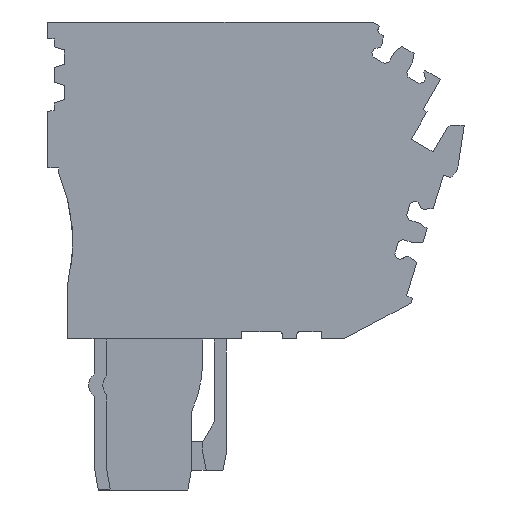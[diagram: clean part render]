
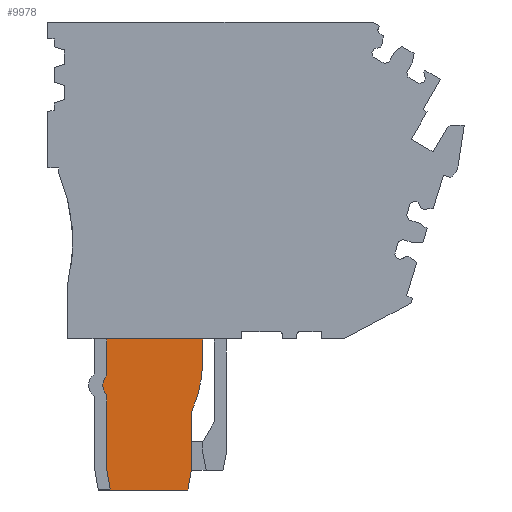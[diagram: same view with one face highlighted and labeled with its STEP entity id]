
A CAD part, left-side view. The second image highlights one B-rep face of the part: STEP entity #9978.
In plain terms, the highlighted planar face has unit normal (-1, 0, 0).
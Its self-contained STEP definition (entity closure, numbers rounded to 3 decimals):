
#9917=AXIS2_PLACEMENT_3D('Plane Axis2P3D',#9914,#9915,#9916) ;
#9921=AXIS2_PLACEMENT_3D('Circle Axis2P3D',#9919,#9920,$) ;
#9963=AXIS2_PLACEMENT_3D('Circle Axis2P3D',#9961,#9962,$) ;
#1972=CARTESIAN_POINT('Vertex',(0.7,22.764,13.15)) ;
#2002=CARTESIAN_POINT('Vertex',(0.7,31.114,13.15)) ;
#2005=CARTESIAN_POINT('Line Origine',(0.7,26.939,13.15)) ;
#9706=CARTESIAN_POINT('Line Origine',(0.7,22.764,12.244)) ;
#9710=CARTESIAN_POINT('Vertex',(0.7,22.764,11.337)) ;
#9899=CARTESIAN_POINT('Vertex',(0.7,31.114,9.972)) ;
#9902=CARTESIAN_POINT('Line Origine',(0.7,31.114,11.561)) ;
#9914=CARTESIAN_POINT('Axis2P3D Location',(0.7,33.8,11.345)) ;
#9919=CARTESIAN_POINT('Axis2P3D Location',(0.7,30.264,9.125)) ;
#9923=CARTESIAN_POINT('Vertex',(0.7,31.114,8.278)) ;
#9926=CARTESIAN_POINT('Line Origine',(0.7,31.114,4.972)) ;
#9930=CARTESIAN_POINT('Vertex',(0.7,31.114,1.666)) ;
#9933=CARTESIAN_POINT('Line Origine',(0.7,30.967,0.833)) ;
#9937=CARTESIAN_POINT('Vertex',(0.7,30.82,0.)) ;
#9940=CARTESIAN_POINT('Line Origine',(0.7,27.442,0.)) ;
#9944=CARTESIAN_POINT('Vertex',(0.7,24.064,0.)) ;
#9947=CARTESIAN_POINT('Line Origine',(0.7,23.914,0.851)) ;
#9951=CARTESIAN_POINT('Vertex',(0.7,23.764,1.701)) ;
#9954=CARTESIAN_POINT('Line Origine',(0.7,23.764,4.228)) ;
#9958=CARTESIAN_POINT('Vertex',(0.7,23.764,6.755)) ;
#9961=CARTESIAN_POINT('Axis2P3D Location',(0.7,33.8,11.345)) ;
#2006=DIRECTION('Vector Direction',(0.,1.,0.)) ;
#9707=DIRECTION('Vector Direction',(0.,0.,-1.)) ;
#9903=DIRECTION('Vector Direction',(0.,0.,-1.)) ;
#9915=DIRECTION('Axis2P3D Direction',(1.,-0.,0.)) ;
#9916=DIRECTION('Axis2P3D XDirection',(0.,0.,-1.)) ;
#9920=DIRECTION('Axis2P3D Direction',(1.,-0.,0.)) ;
#9927=DIRECTION('Vector Direction',(0.,0.,-1.)) ;
#9934=DIRECTION('Vector Direction',(0.,-0.174,-0.985)) ;
#9941=DIRECTION('Vector Direction',(0.,1.,0.)) ;
#9948=DIRECTION('Vector Direction',(0.,0.174,-0.985)) ;
#9955=DIRECTION('Vector Direction',(0.,0.,-1.)) ;
#9962=DIRECTION('Axis2P3D Direction',(1.,-0.,0.)) ;
#2007=VECTOR('Line Direction',#2006,1.) ;
#9708=VECTOR('Line Direction',#9707,1.) ;
#9904=VECTOR('Line Direction',#9903,1.) ;
#9928=VECTOR('Line Direction',#9927,1.) ;
#9935=VECTOR('Line Direction',#9934,1.) ;
#9942=VECTOR('Line Direction',#9941,1.) ;
#9949=VECTOR('Line Direction',#9948,1.) ;
#9956=VECTOR('Line Direction',#9955,1.) ;
#9967=ORIENTED_EDGE('',*,*,#9906,.T.) ;
#9968=ORIENTED_EDGE('',*,*,#9925,.F.) ;
#9969=ORIENTED_EDGE('',*,*,#9932,.T.) ;
#9970=ORIENTED_EDGE('',*,*,#9939,.T.) ;
#9971=ORIENTED_EDGE('',*,*,#9946,.F.) ;
#9972=ORIENTED_EDGE('',*,*,#9953,.F.) ;
#9973=ORIENTED_EDGE('',*,*,#9960,.F.) ;
#9974=ORIENTED_EDGE('',*,*,#9965,.F.) ;
#9975=ORIENTED_EDGE('',*,*,#9712,.F.) ;
#9976=ORIENTED_EDGE('',*,*,#2009,.T.) ;
#9978=ADVANCED_FACE('V1',(#9977),#9918,.F.) ;
#9922=CIRCLE('generated circle',#9921,1.2) ;
#9964=CIRCLE('generated circle',#9963,11.036) ;
#2009=EDGE_CURVE('',#1973,#2003,#2008,.T.) ;
#9712=EDGE_CURVE('',#1973,#9711,#9709,.T.) ;
#9906=EDGE_CURVE('',#2003,#9900,#9905,.T.) ;
#9925=EDGE_CURVE('',#9924,#9900,#9922,.T.) ;
#9932=EDGE_CURVE('',#9924,#9931,#9929,.T.) ;
#9939=EDGE_CURVE('',#9931,#9938,#9936,.T.) ;
#9946=EDGE_CURVE('',#9945,#9938,#9943,.T.) ;
#9953=EDGE_CURVE('',#9952,#9945,#9950,.T.) ;
#9960=EDGE_CURVE('',#9959,#9952,#9957,.T.) ;
#9965=EDGE_CURVE('',#9711,#9959,#9964,.T.) ;
#9966=EDGE_LOOP('',(#9967,#9968,#9969,#9970,#9971,#9972,#9973,#9974,#9975,#9976)) ;
#9977=FACE_OUTER_BOUND('',#9966,.T.) ;
#2008=LINE('Line',#2005,#2007) ;
#9709=LINE('Line',#9706,#9708) ;
#9905=LINE('Line',#9902,#9904) ;
#9929=LINE('Line',#9926,#9928) ;
#9936=LINE('Line',#9933,#9935) ;
#9943=LINE('Line',#9940,#9942) ;
#9950=LINE('Line',#9947,#9949) ;
#9957=LINE('Line',#9954,#9956) ;
#9918=PLANE('',#9917) ;
#1973=VERTEX_POINT('',#1972) ;
#2003=VERTEX_POINT('',#2002) ;
#9711=VERTEX_POINT('',#9710) ;
#9900=VERTEX_POINT('',#9899) ;
#9924=VERTEX_POINT('',#9923) ;
#9931=VERTEX_POINT('',#9930) ;
#9938=VERTEX_POINT('',#9937) ;
#9945=VERTEX_POINT('',#9944) ;
#9952=VERTEX_POINT('',#9951) ;
#9959=VERTEX_POINT('',#9958) ;
